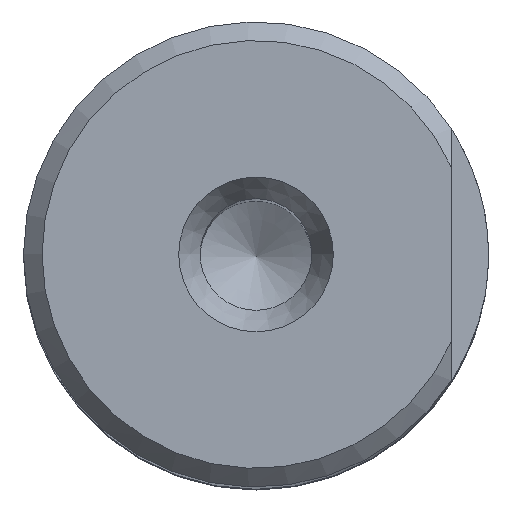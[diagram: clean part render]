
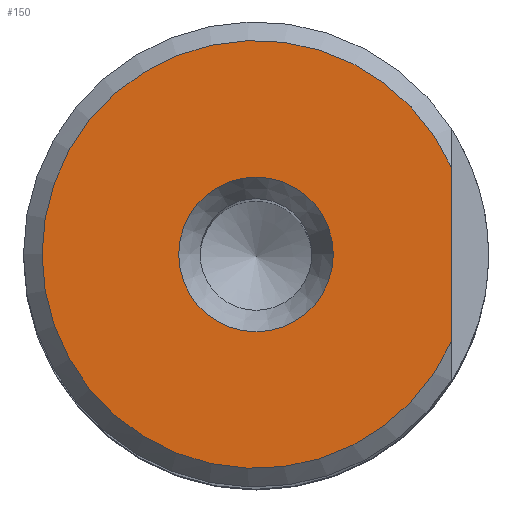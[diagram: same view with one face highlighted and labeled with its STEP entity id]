
A CAD part, top view. The second image highlights one B-rep face of the part: STEP entity #150.
In plain terms, the highlighted planar face has unit normal (0, 0, 1).
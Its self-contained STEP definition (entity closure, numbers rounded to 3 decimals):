
#38=PLANE('',#919);
#62=LINE('',#1594,#70);
#70=VECTOR('',#1103,1.);
#150=ADVANCED_FACE('',(#373,#374),#38,.F.);
#373=FACE_BOUND('',#491,.T.);
#374=FACE_BOUND('',#492,.T.);
#491=EDGE_LOOP('',(#621,#622));
#492=EDGE_LOOP('',(#623));
#621=ORIENTED_EDGE('',*,*,#786,.T.);
#622=ORIENTED_EDGE('',*,*,#788,.T.);
#623=ORIENTED_EDGE('',*,*,#789,.F.);
#717=VERTEX_POINT('',#1586);
#718=VERTEX_POINT('',#1588);
#719=VERTEX_POINT('',#1596);
#786=EDGE_CURVE('',#718,#717,#849,.T.);
#788=EDGE_CURVE('',#717,#718,#62,.T.);
#789=EDGE_CURVE('',#719,#719,#850,.T.);
#849=CIRCLE('',#916,11.5);
#850=CIRCLE('',#918,4.155);
#916=AXIS2_PLACEMENT_3D('',#1587,#1099,#1100);
#918=AXIS2_PLACEMENT_3D('',#1595,#1104,#1105);
#919=AXIS2_PLACEMENT_3D('',#1597,#1106,#1107);
#1099=DIRECTION('',(0.,0.,1.));
#1100=DIRECTION('',(-1.,0.,0.));
#1103=DIRECTION('',(0.,1.,0.));
#1104=DIRECTION('',(0.,0.,1.));
#1105=DIRECTION('',(1.,0.,0.));
#1106=DIRECTION('',(0.,0.,-1.));
#1107=DIRECTION('',(-1.,0.,0.));
#1586=CARTESIAN_POINT('',(10.5,-4.69,58.));
#1587=CARTESIAN_POINT('',(0.,0.,58.));
#1588=CARTESIAN_POINT('',(10.5,4.69,58.));
#1594=CARTESIAN_POINT('',(10.5,-25.,58.));
#1595=CARTESIAN_POINT('',(0.,0.,58.));
#1596=CARTESIAN_POINT('',(4.155,0.,58.));
#1597=CARTESIAN_POINT('',(12.5,0.,58.));
